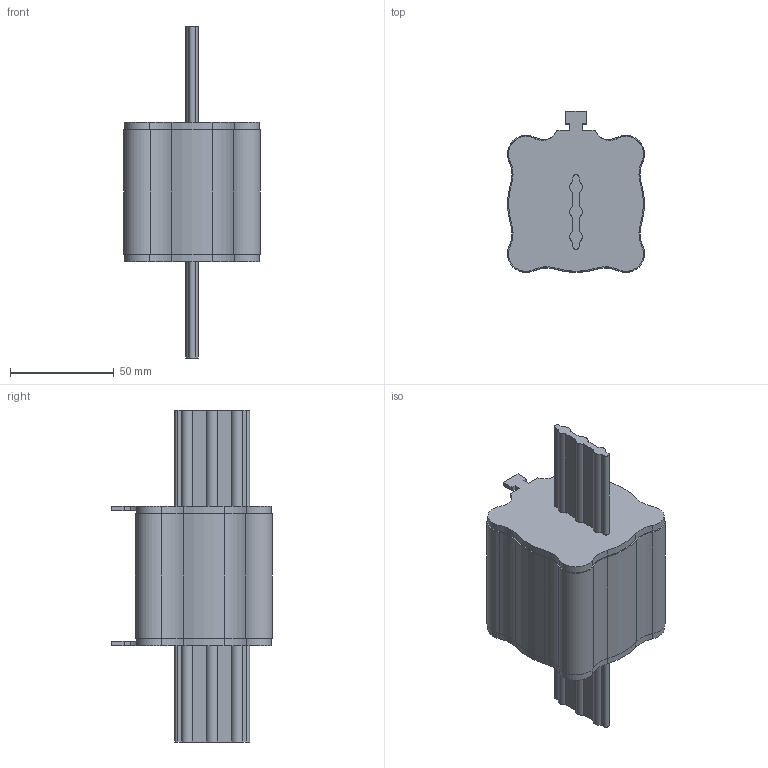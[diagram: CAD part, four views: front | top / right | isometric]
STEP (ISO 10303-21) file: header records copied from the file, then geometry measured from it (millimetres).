
FILE_DESCRIPTION(/* description */ (''),/* implementation_level */ '2;1');
FILE_NAME(/* name */ 'RT0-600T.prt.stp',/* time_stamp */ '2025-03-15T13:45:38+08:00',/* author */ (''),/* organization */ (''),/* preprocessor_version */ 'ST-DEVELOPER v16',/* originating_system */ 'SIEMENS PLM Software NX 10.0',/* authorisation */ '');
FILE_SCHEMA (('CONFIG_CONTROL_DESIGN'));
Length unit declared in the file: millimetre
Products named in the file (1): RT0-600T
Bounding box: 66 x 77.5 x 160 mm (x, y, z)
Volume: 286634.9 mm3; surface area: 33475.4 mm2
Topology: 1 solids, 1 shells, 114 faces, 320 edges, 212 vertices
Faces by surface type: cylinder 68, plane 46
Entity records: 3824 total; most frequent: DIRECTION 698, CARTESIAN_POINT 647, ORIENTED_EDGE 640, EDGE_CURVE 320, AXIS2_PLACEMENT_3D 263, VERTEX_POINT 212, LINE 172, VECTOR 172
